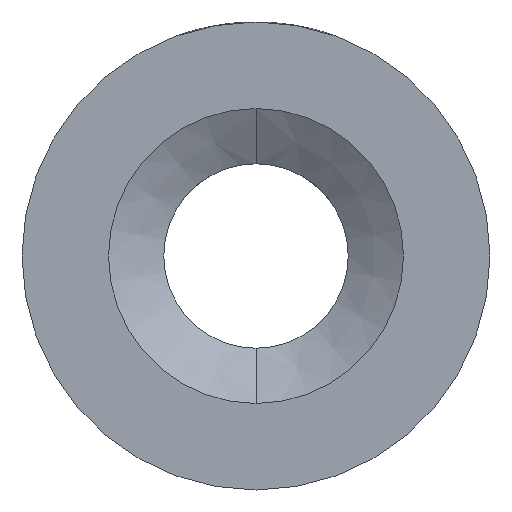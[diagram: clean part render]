
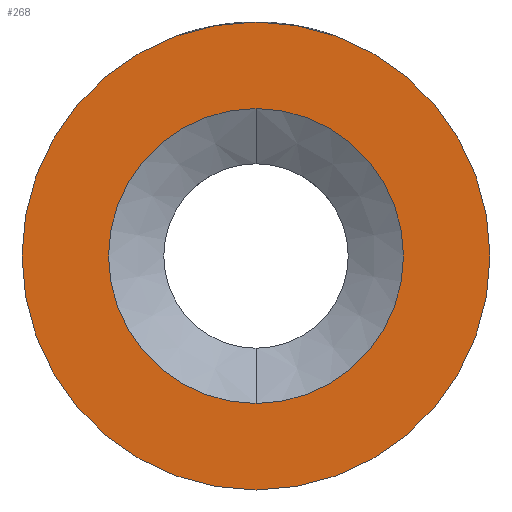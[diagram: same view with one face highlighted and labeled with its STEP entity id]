
A CAD part, front view. The second image highlights one B-rep face of the part: STEP entity #268.
In plain terms, the highlighted planar face has unit normal (0, -1, 0).
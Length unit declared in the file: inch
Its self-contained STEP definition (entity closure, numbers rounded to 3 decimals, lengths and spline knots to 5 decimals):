
#35 = EDGE_CURVE ( 'NONE', #324, #729, #309, .T. ) ;
#54 = DIRECTION ( 'NONE',  ( 0., 0., 1. ) ) ;
#87 = DIRECTION ( 'NONE',  ( 0., 0., 1. ) ) ;
#88 = DIRECTION ( 'NONE',  ( 0., 1., 0. ) ) ;
#89 = CARTESIAN_POINT ( 'NONE',  ( 0., 0., 0. ) ) ;
#92 = CARTESIAN_POINT ( 'NONE',  ( 0., 0., 0.15748 ) ) ;
#120 = CIRCLE ( 'NONE', #306, 0.24985 ) ;
#165 = CARTESIAN_POINT ( 'NONE',  ( 0., 0., 0.24985 ) ) ;
#207 = CIRCLE ( 'NONE', #331, 0.15748 ) ;
#212 = PLANE ( 'NONE',  #388 ) ;
#268 = ADVANCED_FACE ( 'NONE', ( #281, #562 ), #212, .F. ) ;
#281 = FACE_BOUND ( 'NONE', #431, .T. ) ;
#285 = CIRCLE ( 'NONE', #370, 0.15748 ) ;
#306 = AXIS2_PLACEMENT_3D ( 'NONE', #89, #88, #87 ) ;
#309 = CIRCLE ( 'NONE', #485, 0.24985 ) ;
#321 = DIRECTION ( 'NONE',  ( 0., 1., 0. ) ) ;
#324 = VERTEX_POINT ( 'NONE', #741 ) ;
#331 = AXIS2_PLACEMENT_3D ( 'NONE', #366, #363, #362 ) ;
#362 = DIRECTION ( 'NONE',  ( 0., 0., -1. ) ) ;
#363 = DIRECTION ( 'NONE',  ( 0., -1., 0. ) ) ;
#366 = CARTESIAN_POINT ( 'NONE',  ( 0., 0., 0. ) ) ;
#370 = AXIS2_PLACEMENT_3D ( 'NONE', #641, #472, #569 ) ;
#388 = AXIS2_PLACEMENT_3D ( 'NONE', #554, #321, #54 ) ;
#394 = VERTEX_POINT ( 'NONE', #498 ) ;
#407 = EDGE_LOOP ( 'NONE', ( #415, #589 ) ) ;
#415 = ORIENTED_EDGE ( 'NONE', *, *, #35, .F. ) ;
#431 = EDGE_LOOP ( 'NONE', ( #717, #742 ) ) ;
#472 = DIRECTION ( 'NONE',  ( 0., -1., 0. ) ) ;
#485 = AXIS2_PLACEMENT_3D ( 'NONE', #672, #648, #675 ) ;
#498 = CARTESIAN_POINT ( 'NONE',  ( 0., 0., -0.15748 ) ) ;
#530 = EDGE_CURVE ( 'NONE', #394, #782, #285, .T. ) ;
#554 = CARTESIAN_POINT ( 'NONE',  ( 0., 0., 0. ) ) ;
#562 = FACE_OUTER_BOUND ( 'NONE', #407, .T. ) ;
#569 = DIRECTION ( 'NONE',  ( 0., 0., -1. ) ) ;
#589 = ORIENTED_EDGE ( 'NONE', *, *, #786, .F. ) ;
#594 = EDGE_CURVE ( 'NONE', #782, #394, #207, .T. ) ;
#641 = CARTESIAN_POINT ( 'NONE',  ( 0., 0., 0. ) ) ;
#648 = DIRECTION ( 'NONE',  ( 0., 1., 0. ) ) ;
#672 = CARTESIAN_POINT ( 'NONE',  ( 0., 0., 0. ) ) ;
#675 = DIRECTION ( 'NONE',  ( 0., 0., 1. ) ) ;
#717 = ORIENTED_EDGE ( 'NONE', *, *, #530, .F. ) ;
#729 = VERTEX_POINT ( 'NONE', #165 ) ;
#741 = CARTESIAN_POINT ( 'NONE',  ( 0., 0., -0.24985 ) ) ;
#742 = ORIENTED_EDGE ( 'NONE', *, *, #594, .F. ) ;
#782 = VERTEX_POINT ( 'NONE', #92 ) ;
#786 = EDGE_CURVE ( 'NONE', #729, #324, #120, .T. ) ;
